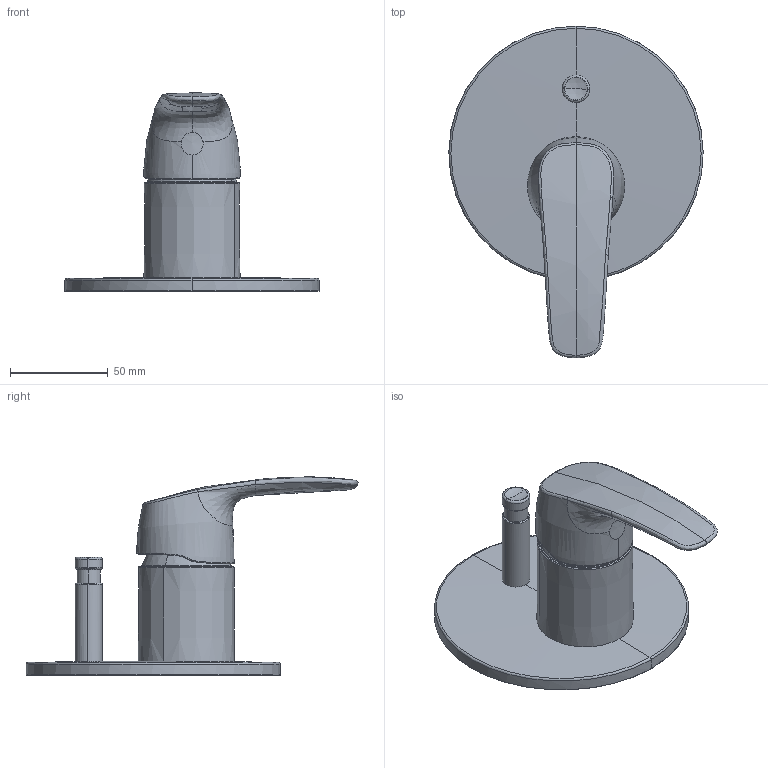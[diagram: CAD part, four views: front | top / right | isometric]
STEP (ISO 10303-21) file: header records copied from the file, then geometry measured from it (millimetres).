
FILE_DESCRIPTION (( 'STEP AP203' ), '1' );
FILE_NAME ('45169183.STEP', '2018-06-07T05:15:49', ( '' ), ( '' ), 'SwSTEP 2.0', 'SolidWorks 2016', '' );
FILE_SCHEMA (( 'CONFIG_CONTROL_DESIGN' ));
Length unit declared in the file: millimetre
Products named in the file (1): 45169183
Bounding box: 130.21 x 169.94 x 101.52 mm (x, y, z)
Volume: 270502 mm3; surface area: 49046.5 mm2
Topology: 1 solids, 1 shells, 71 faces, 166 edges, 100 vertices
Faces by surface type: bspline 26, torus 16, cylinder 11, plane 8, sphere 6, cone 4
Entity records: 9661 total; most frequent: CARTESIAN_POINT 8152, ORIENTED_EDGE 332, DIRECTION 250, EDGE_CURVE 166, AXIS2_PLACEMENT_3D 116, VERTEX_POINT 100, B_SPLINE_CURVE_WITH_KNOTS 78, EDGE_LOOP 74
